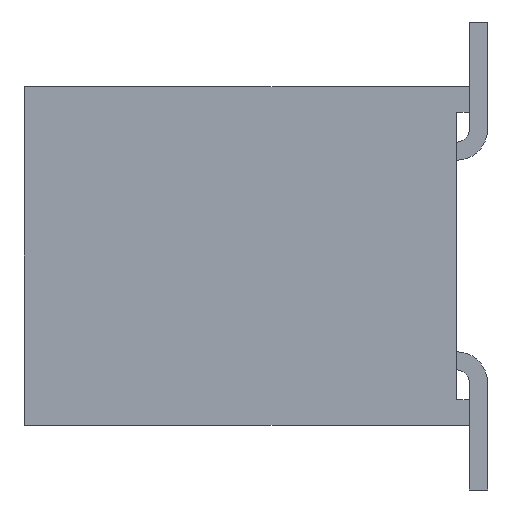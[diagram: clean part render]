
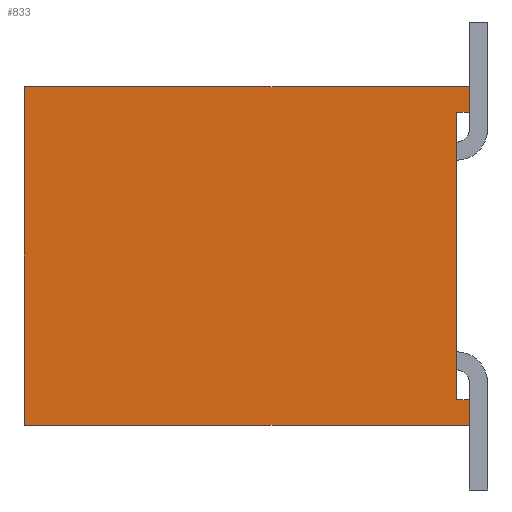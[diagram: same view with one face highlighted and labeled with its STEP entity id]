
A CAD part, left-side view. The second image highlights one B-rep face of the part: STEP entity #833.
In plain terms, the highlighted planar face has unit normal (-1, 0, 0).
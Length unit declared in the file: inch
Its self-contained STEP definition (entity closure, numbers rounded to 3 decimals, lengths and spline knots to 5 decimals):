
#833 = ADVANCED_FACE( '', ( #1844 ), #1845, .F. );
#1844 = FACE_OUTER_BOUND( '', #3032, .T. );
#1845 = PLANE( '', #3033 );
#3032 = EDGE_LOOP( '', ( #5563, #5564, #5565, #5566, #5567, #5568, #5569, #5570 ) );
#3033 = AXIS2_PLACEMENT_3D( '', #5571, #5572, #5573 );
#5563 = ORIENTED_EDGE( '', *, *, #8120, .T. );
#5564 = ORIENTED_EDGE( '', *, *, #7463, .T. );
#5565 = ORIENTED_EDGE( '', *, *, #8121, .F. );
#5566 = ORIENTED_EDGE( '', *, *, #8122, .F. );
#5567 = ORIENTED_EDGE( '', *, *, #8123, .T. );
#5568 = ORIENTED_EDGE( '', *, *, #8111, .T. );
#5569 = ORIENTED_EDGE( '', *, *, #8124, .T. );
#5570 = ORIENTED_EDGE( '', *, *, #8125, .T. );
#5571 = CARTESIAN_POINT( '', ( -0.15225, 0.172, -0.0655 ) );
#5572 = DIRECTION( '', ( 1., 0., 0. ) );
#5573 = DIRECTION( '', ( 0., 0., -1. ) );
#7463 = EDGE_CURVE( '', #9134, #9136, #9138, .T. );
#8111 = EDGE_CURVE( '', #10123, #10121, #10124, .T. );
#8120 = EDGE_CURVE( '', #10134, #9134, #10135, .T. );
#8121 = EDGE_CURVE( '', #10136, #9136, #10137, .T. );
#8122 = EDGE_CURVE( '', #10138, #10136, #10139, .T. );
#8123 = EDGE_CURVE( '', #10138, #10123, #10140, .T. );
#8124 = EDGE_CURVE( '', #10121, #10141, #10142, .T. );
#8125 = EDGE_CURVE( '', #10141, #10134, #10143, .T. );
#9134 = VERTEX_POINT( '', #11486 );
#9136 = VERTEX_POINT( '', #11489 );
#9138 = LINE( '', #11492, #11493 );
#10121 = VERTEX_POINT( '', #12965 );
#10123 = VERTEX_POINT( '', #12968 );
#10124 = LINE( '', #12969, #12970 );
#10134 = VERTEX_POINT( '', #12985 );
#10135 = LINE( '', #12986, #12987 );
#10136 = VERTEX_POINT( '', #12988 );
#10137 = LINE( '', #12989, #12990 );
#10138 = VERTEX_POINT( '', #12991 );
#10139 = LINE( '', #12992, #12993 );
#10140 = LINE( '', #12994, #12995 );
#10141 = VERTEX_POINT( '', #12996 );
#10142 = LINE( '', #12997, #12998 );
#10143 = LINE( '', #12999, #13000 );
#11486 = CARTESIAN_POINT( '', ( -0.15225, 0., 0.0555 ) );
#11489 = CARTESIAN_POINT( '', ( -0.15225, 0., 0.0655 ) );
#11492 = CARTESIAN_POINT( '', ( -0.15225, 0., -0.0655 ) );
#11493 = VECTOR( '', #13854, 39.37008 );
#12965 = CARTESIAN_POINT( '', ( -0.15225, 0., -0.0555 ) );
#12968 = CARTESIAN_POINT( '', ( -0.15225, 0., -0.0655 ) );
#12969 = CARTESIAN_POINT( '', ( -0.15225, 0., -0.0655 ) );
#12970 = VECTOR( '', #14450, 39.37008 );
#12985 = CARTESIAN_POINT( '', ( -0.15225, 0.005, 0.0555 ) );
#12986 = CARTESIAN_POINT( '', ( -0.15225, 0.005, 0.0555 ) );
#12987 = VECTOR( '', #14456, 39.37008 );
#12988 = CARTESIAN_POINT( '', ( -0.15225, 0.172, 0.0655 ) );
#12989 = CARTESIAN_POINT( '', ( -0.15225, 0.172, 0.0655 ) );
#12990 = VECTOR( '', #14457, 39.37008 );
#12991 = CARTESIAN_POINT( '', ( -0.15225, 0.172, -0.0655 ) );
#12992 = CARTESIAN_POINT( '', ( -0.15225, 0.172, -0.0655 ) );
#12993 = VECTOR( '', #14458, 39.37008 );
#12994 = CARTESIAN_POINT( '', ( -0.15225, 0.172, -0.0655 ) );
#12995 = VECTOR( '', #14459, 39.37008 );
#12996 = CARTESIAN_POINT( '', ( -0.15225, 0.005, -0.0555 ) );
#12997 = CARTESIAN_POINT( '', ( -0.15225, 0., -0.0555 ) );
#12998 = VECTOR( '', #14460, 39.37008 );
#12999 = CARTESIAN_POINT( '', ( -0.15225, 0.005, -0.0555 ) );
#13000 = VECTOR( '', #14461, 39.37008 );
#13854 = DIRECTION( '', ( 0., 0., 1. ) );
#14450 = DIRECTION( '', ( 0., 0., 1. ) );
#14456 = DIRECTION( '', ( 0., -1., 0. ) );
#14457 = DIRECTION( '', ( 0., -1., 0. ) );
#14458 = DIRECTION( '', ( 0., 0., 1. ) );
#14459 = DIRECTION( '', ( 0., -1., 0. ) );
#14460 = DIRECTION( '', ( 0., 1., 0. ) );
#14461 = DIRECTION( '', ( 0., 0., 1. ) );
